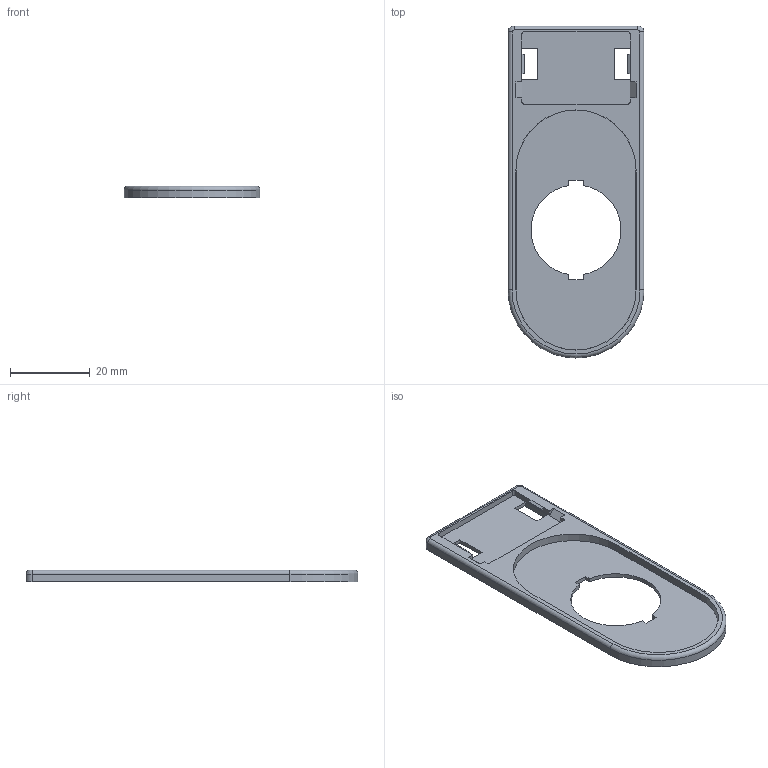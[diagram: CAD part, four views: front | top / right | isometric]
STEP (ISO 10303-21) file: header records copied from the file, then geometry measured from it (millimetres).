
FILE_DESCRIPTION((''),'2;1');
FILE_NAME('ASM0001_ASM','2022-04-12T11:39:14',('klemen.sitar'),('Audax d.o.o.'),'CREO PARAMETRIC BY PTC INC, 2021304','CREO PARAMETRIC BY PTC INC, 2021304','');
FILE_SCHEMA(('AP242_MANAGED_MODEL_BASED_3D_ENGINEERING_MIM_LF { 1 0 10303 442 1 1 4 }'));
Length unit declared in the file: metre
Products named in the file (2): PRT0001; ASM0001_ASM
Assembly tree (1 placements, depth 2):
  ASM0001_ASM
    PRT0001
Bounding box: 34 x 83 x 3 mm (x, y, z)
Volume: 3452.8 mm3; surface area: 5686.7 mm2
Topology: 1 solids, 1 shells, 82 faces, 228 edges, 150 vertices
Faces by surface type: plane 59, cylinder 14, cone 6, bspline 2, torus 1
Entity records: 4410 total; most frequent: CARTESIAN_POINT 498, ORIENTED_EDGE 456, DIRECTION 447, COLOUR_RGB 336, PRESENTATION_STYLE_ASSIGNMENT 312, STYLED_ITEM 312, CURVE_STYLE 229, EDGE_CURVE 228
